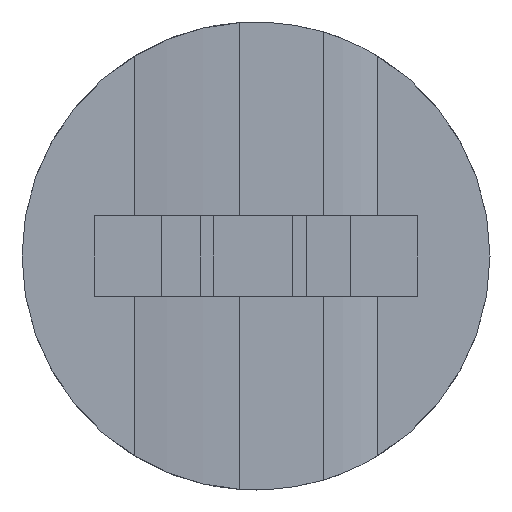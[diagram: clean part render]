
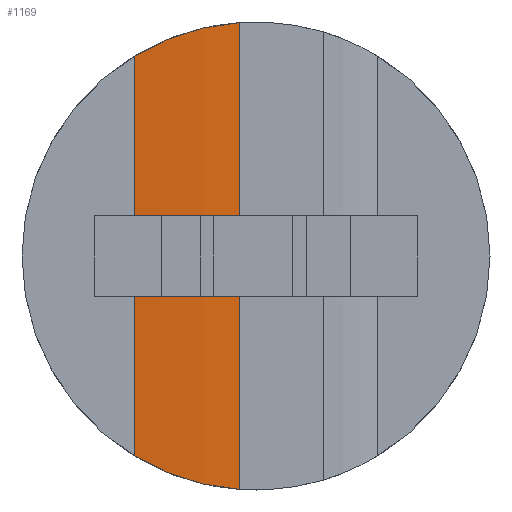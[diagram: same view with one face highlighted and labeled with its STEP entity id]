
A CAD part, front view. The second image highlights one B-rep face of the part: STEP entity #1169.
In plain terms, the highlighted cylindrical face has radius 311.15 mm (diameter 622.3 mm), a partial arc.
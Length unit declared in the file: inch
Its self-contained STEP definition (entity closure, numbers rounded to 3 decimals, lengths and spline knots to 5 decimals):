
#23=B_SPLINE_CURVE_WITH_KNOTS('',3,(#1782,#1783,#1784,#1785,#1786,#1787,
#1788,#1789),.UNSPECIFIED.,.F.,.F.,(4,2,2,4),(35.48857,36.78641,
38.45512,39.4979),.UNSPECIFIED.);
#24=B_SPLINE_CURVE_WITH_KNOTS('',3,(#1793,#1794,#1795,#1796,#1797,#1798,
#1799,#1800),.UNSPECIFIED.,.F.,.F.,(4,2,2,4),(14.02389,15.06668,
16.73539,18.03323),.UNSPECIFIED.);
#30=CYLINDRICAL_SURFACE('',#1251,12.25);
#92=FACE_OUTER_BOUND('',#154,.T.);
#154=EDGE_LOOP('',(#887,#888,#889,#890));
#266=LINE('',#1791,#407);
#267=LINE('',#1801,#408);
#407=VECTOR('',#1449,12.25);
#408=VECTOR('',#1450,1.5748);
#529=VERTEX_POINT('',#1780);
#530=VERTEX_POINT('',#1781);
#531=VERTEX_POINT('',#1790);
#532=VERTEX_POINT('',#1792);
#667=EDGE_CURVE('',#529,#530,#23,.T.);
#668=EDGE_CURVE('',#530,#531,#266,.T.);
#669=EDGE_CURVE('',#531,#532,#24,.T.);
#670=EDGE_CURVE('',#532,#529,#267,.T.);
#887=ORIENTED_EDGE('',*,*,#667,.T.);
#888=ORIENTED_EDGE('',*,*,#668,.T.);
#889=ORIENTED_EDGE('',*,*,#669,.T.);
#890=ORIENTED_EDGE('',*,*,#670,.T.);
#1169=ADVANCED_FACE('',(#92),#30,.T.);
#1251=AXIS2_PLACEMENT_3D('',#1779,#1447,#1448);
#1447=DIRECTION('center_axis',(0.,0.,1.));
#1448=DIRECTION('ref_axis',(-0.128,-0.992,0.));
#1449=DIRECTION('',(0.,0.,1.));
#1450=DIRECTION('',(0.,0.,-1.));
#1779=CARTESIAN_POINT('Origin',(0.38403,16.6,2.11339));
#1780=CARTESIAN_POINT('',(-1.17802,4.45,1.23423));
#1781=CARTESIAN_POINT('',(0.38403,4.35,0.73393));
#1782=CARTESIAN_POINT('Ctrl Pts',(-1.17802,4.45,1.23423));
#1783=CARTESIAN_POINT('Ctrl Pts',(-1.02576,4.43042,1.14125));
#1784=CARTESIAN_POINT('Ctrl Pts',(-0.8649,4.41269,1.05924));
#1785=CARTESIAN_POINT('Ctrl Pts',(-0.48478,4.37896,0.90155));
#1786=CARTESIAN_POINT('Ctrl Pts',(-0.26155,4.36496,0.83431));
#1787=CARTESIAN_POINT('Ctrl Pts',(0.10358,4.3524,0.76259));
#1788=CARTESIAN_POINT('Ctrl Pts',(0.24458,4.35,0.74395));
#1789=CARTESIAN_POINT('Ctrl Pts',(0.38403,4.35,0.73393));
#1790=CARTESIAN_POINT('',(0.38403,4.35,7.66607));
#1791=CARTESIAN_POINT('',(0.38403,4.35,2.11339));
#1792=CARTESIAN_POINT('',(-1.17802,4.45,7.16577));
#1793=CARTESIAN_POINT('Ctrl Pts',(0.38403,4.35,7.66607));
#1794=CARTESIAN_POINT('Ctrl Pts',(0.24458,4.35,7.65605));
#1795=CARTESIAN_POINT('Ctrl Pts',(0.10358,4.3524,7.63741));
#1796=CARTESIAN_POINT('Ctrl Pts',(-0.26155,4.36496,7.56569));
#1797=CARTESIAN_POINT('Ctrl Pts',(-0.48478,4.37896,7.49845));
#1798=CARTESIAN_POINT('Ctrl Pts',(-0.8649,4.41269,7.34076));
#1799=CARTESIAN_POINT('Ctrl Pts',(-1.02576,4.43042,7.25875));
#1800=CARTESIAN_POINT('Ctrl Pts',(-1.17802,4.45,7.16577));
#1801=CARTESIAN_POINT('',(-1.17802,4.45,2.11339));
